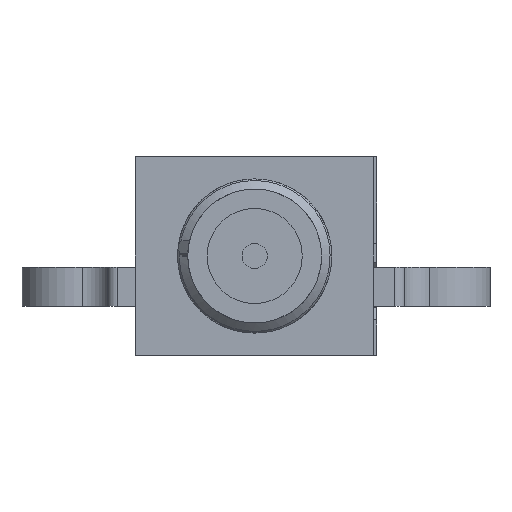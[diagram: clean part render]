
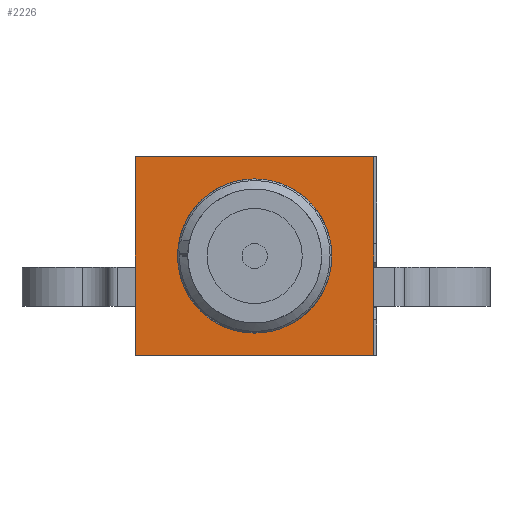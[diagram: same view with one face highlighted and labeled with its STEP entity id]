
A CAD part, left-side view. The second image highlights one B-rep face of the part: STEP entity #2226.
In plain terms, the highlighted face is planar.
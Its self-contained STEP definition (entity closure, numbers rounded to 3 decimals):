
#1909 = VERTEX_POINT('',#1910);
#1910 = CARTESIAN_POINT('',(2.875,0.,1.65));
#1917 = EDGE_CURVE('',#1909,#1918,#1920,.T.);
#1918 = VERTEX_POINT('',#1919);
#1919 = CARTESIAN_POINT('',(-2.875,0.,1.65));
#1920 = CIRCLE('',#1921,2.875);
#1921 = AXIS2_PLACEMENT_3D('',#1922,#1923,#1924);
#1922 = CARTESIAN_POINT('',(0.,0.,1.65));
#1923 = DIRECTION('',(0.,0.,-1.));
#1924 = DIRECTION('',(1.,0.,0.));
#2226 = ADVANCED_FACE('',(#2227,#2237),#2271,.T.);
#2227 = FACE_BOUND('',#2228,.T.);
#2228 = EDGE_LOOP('',(#2229,#2230));
#2229 = ORIENTED_EDGE('',*,*,#1917,.T.);
#2230 = ORIENTED_EDGE('',*,*,#2231,.T.);
#2231 = EDGE_CURVE('',#1918,#1909,#2232,.T.);
#2232 = CIRCLE('',#2233,2.875);
#2233 = AXIS2_PLACEMENT_3D('',#2234,#2235,#2236);
#2234 = CARTESIAN_POINT('',(0.,0.,1.65));
#2235 = DIRECTION('',(0.,0.,-1.));
#2236 = DIRECTION('',(1.,0.,0.));
#2237 = FACE_BOUND('',#2238,.T.);
#2238 = EDGE_LOOP('',(#2239,#2249,#2257,#2265));
#2239 = ORIENTED_EDGE('',*,*,#2240,.T.);
#2240 = EDGE_CURVE('',#2241,#2243,#2245,.T.);
#2241 = VERTEX_POINT('',#2242);
#2242 = CARTESIAN_POINT('',(4.765,-3.965,1.65));
#2243 = VERTEX_POINT('',#2244);
#2244 = CARTESIAN_POINT('',(4.765,3.965,1.65));
#2245 = LINE('',#2246,#2247);
#2246 = CARTESIAN_POINT('',(4.765,3.965,1.65));
#2247 = VECTOR('',#2248,1.);
#2248 = DIRECTION('',(0.,1.,0.));
#2249 = ORIENTED_EDGE('',*,*,#2250,.T.);
#2250 = EDGE_CURVE('',#2243,#2251,#2253,.T.);
#2251 = VERTEX_POINT('',#2252);
#2252 = CARTESIAN_POINT('',(-4.765,3.965,1.65));
#2253 = LINE('',#2254,#2255);
#2254 = CARTESIAN_POINT('',(-4.765,3.965,1.65));
#2255 = VECTOR('',#2256,1.);
#2256 = DIRECTION('',(-1.,0.,0.));
#2257 = ORIENTED_EDGE('',*,*,#2258,.T.);
#2258 = EDGE_CURVE('',#2251,#2259,#2261,.T.);
#2259 = VERTEX_POINT('',#2260);
#2260 = CARTESIAN_POINT('',(-4.765,-3.965,1.65));
#2261 = LINE('',#2262,#2263);
#2262 = CARTESIAN_POINT('',(-4.765,3.965,1.65));
#2263 = VECTOR('',#2264,1.);
#2264 = DIRECTION('',(0.,-1.,0.));
#2265 = ORIENTED_EDGE('',*,*,#2266,.T.);
#2266 = EDGE_CURVE('',#2259,#2241,#2267,.T.);
#2267 = LINE('',#2268,#2269);
#2268 = CARTESIAN_POINT('',(-4.765,-3.965,1.65));
#2269 = VECTOR('',#2270,1.);
#2270 = DIRECTION('',(1.,0.,0.));
#2271 = PLANE('',#2272);
#2272 = AXIS2_PLACEMENT_3D('',#2273,#2274,#2275);
#2273 = CARTESIAN_POINT('',(0.,0.,1.65));
#2274 = DIRECTION('',(0.,0.,1.));
#2275 = DIRECTION('',(1.,0.,0.));
